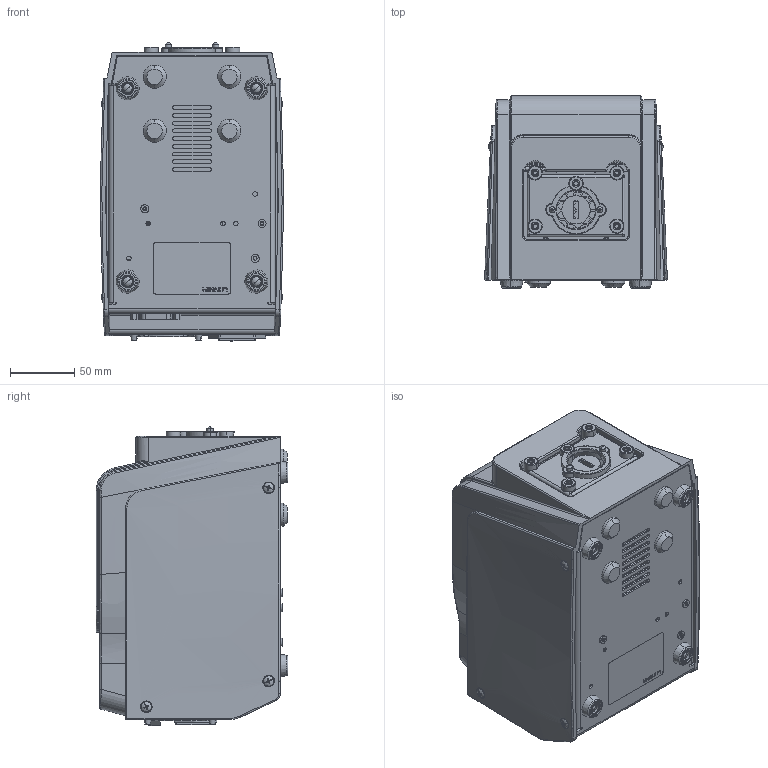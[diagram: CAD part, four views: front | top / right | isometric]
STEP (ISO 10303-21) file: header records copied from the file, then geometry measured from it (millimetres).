
FILE_DESCRIPTION (( 'STEP AP203' ), '1' );
FILE_NAME ('BT100-3J俋倛 M.STEP', '2023-03-09T03:22:29', ( 'lg' ), ( '' ), 'SwSTEP 2.0', 'SolidWorks 2013', '' );
FILE_SCHEMA (( 'CONFIG_CONTROL_DESIGN' ));
Length unit declared in the file: millimetre
Products named in the file (1): BT100-3J俋倛 M
Bounding box: 141.89 x 149 x 232.35 mm (x, y, z)
Surface area: 349887.3 mm2 (no closed solid volume)
Topology: 0 solids, 111 shells, 1296 faces, 8320 edges, 7016 vertices
Faces by surface type: plane 571, cylinder 406, bspline 130, torus 92, cone 67, sphere 30
Entity records: 105872 total; most frequent: CARTESIAN_POINT 42445, DIRECTION 12829, ORIENTED_EDGE 10699, EDGE_CURVE 8281, VERTEX_POINT 7016, AXIS2_PLACEMENT_3D 4367, VECTOR 4095, LINE 4095
